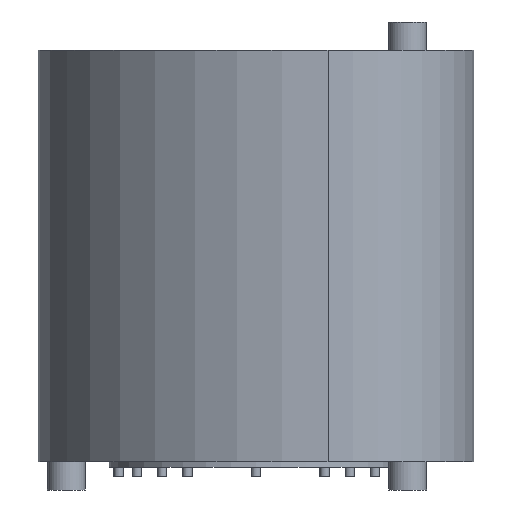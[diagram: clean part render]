
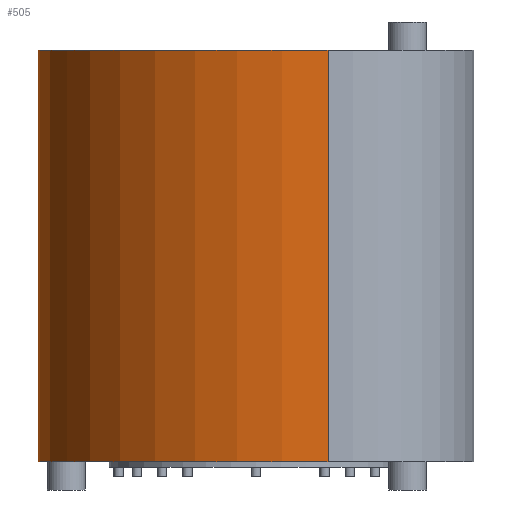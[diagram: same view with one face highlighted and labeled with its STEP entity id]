
A CAD part, left-side view. The second image highlights one B-rep face of the part: STEP entity #505.
In plain terms, the highlighted cylindrical face has radius 147 mm (diameter 294 mm), a partial arc.
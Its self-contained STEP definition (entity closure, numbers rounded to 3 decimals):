
#105 = CYLINDRICAL_SURFACE('',#106,77.);
#106 = AXIS2_PLACEMENT_3D('',#107,#108,#109);
#107 = CARTESIAN_POINT('',(-75.,-3.,0.));
#108 = DIRECTION('',(-0.,0.,-1.));
#109 = DIRECTION('',(-1.,0.,-0.));
#133 = PLANE('',#134);
#134 = AXIS2_PLACEMENT_3D('',#135,#136,#137);
#135 = CARTESIAN_POINT('',(0.,23.429,217.));
#136 = DIRECTION('',(0.,0.,1.));
#137 = DIRECTION('',(1.,0.,-0.));
#187 = PLANE('',#188);
#188 = AXIS2_PLACEMENT_3D('',#189,#190,#191);
#189 = CARTESIAN_POINT('',(0.,23.429,0.));
#190 = DIRECTION('',(0.,0.,1.));
#191 = DIRECTION('',(1.,0.,-0.));
#202 = EDGE_CURVE('',#203,#205,#207,.T.);
#203 = VERTEX_POINT('',#204);
#204 = CARTESIAN_POINT('',(-152.,-3.,217.));
#205 = VERTEX_POINT('',#206);
#206 = CARTESIAN_POINT('',(-152.,-3.,0.));
#207 = SURFACE_CURVE('',#208,(#212,#219),.PCURVE_S1.);
#208 = LINE('',#209,#210);
#209 = CARTESIAN_POINT('',(-152.,-3.,217.));
#210 = VECTOR('',#211,1.);
#211 = DIRECTION('',(0.,0.,-1.));
#212 = PCURVE('',#105,#213);
#213 = DEFINITIONAL_REPRESENTATION('',(#214),#218);
#214 = LINE('',#215,#216);
#215 = CARTESIAN_POINT('',(-0.,-217.));
#216 = VECTOR('',#217,1.);
#217 = DIRECTION('',(0.,1.));
#218 = ( GEOMETRIC_REPRESENTATION_CONTEXT(2) 
PARAMETRIC_REPRESENTATION_CONTEXT() REPRESENTATION_CONTEXT('2D SPACE',''
  ) );
#219 = PCURVE('',#220,#225);
#220 = CYLINDRICAL_SURFACE('',#221,147.);
#221 = AXIS2_PLACEMENT_3D('',#222,#223,#224);
#222 = CARTESIAN_POINT('',(-5.126,3.089,0.));
#223 = DIRECTION('',(-0.,-0.,-1.));
#224 = DIRECTION('',(0.035,0.999,-0.));
#225 = DEFINITIONAL_REPRESENTATION('',(#226),#230);
#226 = LINE('',#227,#228);
#227 = CARTESIAN_POINT('',(-1.647,-217.));
#228 = VECTOR('',#229,1.);
#229 = DIRECTION('',(0.,1.));
#230 = ( GEOMETRIC_REPRESENTATION_CONTEXT(2) 
PARAMETRIC_REPRESENTATION_CONTEXT() REPRESENTATION_CONTEXT('2D SPACE',''
  ) );
#310 = VERTEX_POINT('',#311);
#311 = CARTESIAN_POINT('',(0.,150.,217.));
#330 = CYLINDRICAL_SURFACE('',#331,147.);
#331 = AXIS2_PLACEMENT_3D('',#332,#333,#334);
#332 = CARTESIAN_POINT('',(5.126,3.089,0.));
#333 = DIRECTION('',(0.,0.,-1.));
#334 = DIRECTION('',(-0.035,0.999,0.));
#342 = EDGE_CURVE('',#310,#203,#343,.T.);
#343 = SURFACE_CURVE('',#344,(#349,#356),.PCURVE_S1.);
#344 = CIRCLE('',#345,147.);
#345 = AXIS2_PLACEMENT_3D('',#346,#347,#348);
#346 = CARTESIAN_POINT('',(-5.126,3.089,217.));
#347 = DIRECTION('',(0.,0.,1.));
#348 = DIRECTION('',(0.035,0.999,-0.));
#349 = PCURVE('',#133,#350);
#350 = DEFINITIONAL_REPRESENTATION('',(#351),#355);
#351 = CIRCLE('',#352,147.);
#352 = AXIS2_PLACEMENT_2D('',#353,#354);
#353 = CARTESIAN_POINT('',(-5.126,-20.339));
#354 = DIRECTION('',(0.035,0.999));
#355 = ( GEOMETRIC_REPRESENTATION_CONTEXT(2) 
PARAMETRIC_REPRESENTATION_CONTEXT() REPRESENTATION_CONTEXT('2D SPACE',''
  ) );
#356 = PCURVE('',#220,#357);
#357 = DEFINITIONAL_REPRESENTATION('',(#358),#362);
#358 = LINE('',#359,#360);
#359 = CARTESIAN_POINT('',(-0.,-217.));
#360 = VECTOR('',#361,1.);
#361 = DIRECTION('',(-1.,0.));
#362 = ( GEOMETRIC_REPRESENTATION_CONTEXT(2) 
PARAMETRIC_REPRESENTATION_CONTEXT() REPRESENTATION_CONTEXT('2D SPACE',''
  ) );
#425 = VERTEX_POINT('',#426);
#426 = CARTESIAN_POINT('',(0.,150.,0.));
#452 = EDGE_CURVE('',#425,#205,#453,.T.);
#453 = SURFACE_CURVE('',#454,(#459,#466),.PCURVE_S1.);
#454 = CIRCLE('',#455,147.);
#455 = AXIS2_PLACEMENT_3D('',#456,#457,#458);
#456 = CARTESIAN_POINT('',(-5.126,3.089,0.));
#457 = DIRECTION('',(0.,0.,1.));
#458 = DIRECTION('',(0.035,0.999,-0.));
#459 = PCURVE('',#187,#460);
#460 = DEFINITIONAL_REPRESENTATION('',(#461),#465);
#461 = CIRCLE('',#462,147.);
#462 = AXIS2_PLACEMENT_2D('',#463,#464);
#463 = CARTESIAN_POINT('',(-5.126,-20.339));
#464 = DIRECTION('',(0.035,0.999));
#465 = ( GEOMETRIC_REPRESENTATION_CONTEXT(2) 
PARAMETRIC_REPRESENTATION_CONTEXT() REPRESENTATION_CONTEXT('2D SPACE',''
  ) );
#466 = PCURVE('',#220,#467);
#467 = DEFINITIONAL_REPRESENTATION('',(#468),#472);
#468 = LINE('',#469,#470);
#469 = CARTESIAN_POINT('',(-0.,0.));
#470 = VECTOR('',#471,1.);
#471 = DIRECTION('',(-1.,0.));
#472 = ( GEOMETRIC_REPRESENTATION_CONTEXT(2) 
PARAMETRIC_REPRESENTATION_CONTEXT() REPRESENTATION_CONTEXT('2D SPACE',''
  ) );
#505 = ADVANCED_FACE('',(#506),#220,.T.);
#506 = FACE_BOUND('',#507,.F.);
#507 = EDGE_LOOP('',(#508,#529,#530,#531));
#508 = ORIENTED_EDGE('',*,*,#509,.F.);
#509 = EDGE_CURVE('',#310,#425,#510,.T.);
#510 = SURFACE_CURVE('',#511,(#515,#522),.PCURVE_S1.);
#511 = LINE('',#512,#513);
#512 = CARTESIAN_POINT('',(0.,150.,217.));
#513 = VECTOR('',#514,1.);
#514 = DIRECTION('',(0.,0.,-1.));
#515 = PCURVE('',#220,#516);
#516 = DEFINITIONAL_REPRESENTATION('',(#517),#521);
#517 = LINE('',#518,#519);
#518 = CARTESIAN_POINT('',(-0.,-217.));
#519 = VECTOR('',#520,1.);
#520 = DIRECTION('',(0.,1.));
#521 = ( GEOMETRIC_REPRESENTATION_CONTEXT(2) 
PARAMETRIC_REPRESENTATION_CONTEXT() REPRESENTATION_CONTEXT('2D SPACE',''
  ) );
#522 = PCURVE('',#330,#523);
#523 = DEFINITIONAL_REPRESENTATION('',(#524),#528);
#524 = LINE('',#525,#526);
#525 = CARTESIAN_POINT('',(0.,-217.));
#526 = VECTOR('',#527,1.);
#527 = DIRECTION('',(-0.,1.));
#528 = ( GEOMETRIC_REPRESENTATION_CONTEXT(2) 
PARAMETRIC_REPRESENTATION_CONTEXT() REPRESENTATION_CONTEXT('2D SPACE',''
  ) );
#529 = ORIENTED_EDGE('',*,*,#342,.T.);
#530 = ORIENTED_EDGE('',*,*,#202,.T.);
#531 = ORIENTED_EDGE('',*,*,#452,.F.);
